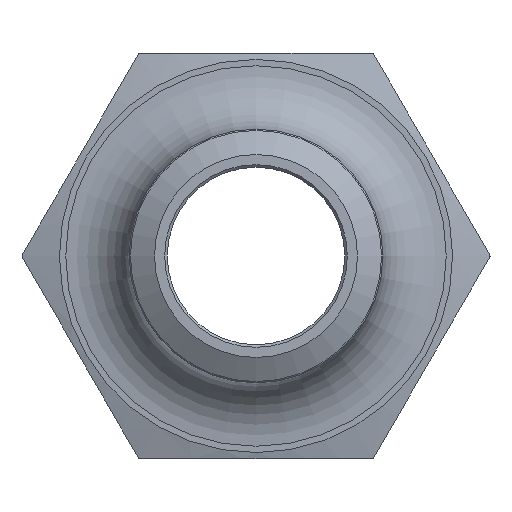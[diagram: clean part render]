
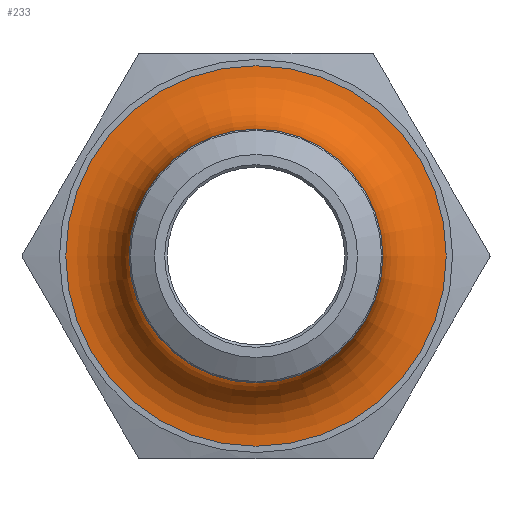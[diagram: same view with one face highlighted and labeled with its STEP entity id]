
A CAD part, left-side view. The second image highlights one B-rep face of the part: STEP entity #233.
In plain terms, the highlighted toroidal (fillet/blend) face has major radius 15 mm and minor radius 5 mm.
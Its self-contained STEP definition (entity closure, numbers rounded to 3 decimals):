
#101=TOROIDAL_SURFACE('',#664,15.,5.);
#155=FACE_BOUND('',#316,.T.);
#156=FACE_BOUND('',#317,.T.);
#186=CIRCLE('',#661,10.);
#187=CIRCLE('',#663,15.);
#233=ADVANCED_FACE('',(#155,#156),#101,.F.);
#316=EDGE_LOOP('',(#462));
#317=EDGE_LOOP('',(#463));
#462=ORIENTED_EDGE('',*,*,#579,.F.);
#463=ORIENTED_EDGE('',*,*,#578,.T.);
#517=VERTEX_POINT('',#1145);
#518=VERTEX_POINT('',#1148);
#578=EDGE_CURVE('',#517,#517,#186,.T.);
#579=EDGE_CURVE('',#518,#518,#187,.T.);
#661=AXIS2_PLACEMENT_3D('',#1144,#794,#795);
#663=AXIS2_PLACEMENT_3D('',#1147,#798,#799);
#664=AXIS2_PLACEMENT_3D('',#1149,#800,#801);
#794=DIRECTION('',(1.,0.,0.));
#795=DIRECTION('',(0.,0.,1.));
#798=DIRECTION('',(1.,0.,0.));
#799=DIRECTION('',(0.,0.,1.));
#800=DIRECTION('',(-1.,0.,0.));
#801=DIRECTION('',(0.,0.,1.));
#1144=CARTESIAN_POINT('',(11.,0.,0.));
#1145=CARTESIAN_POINT('',(11.,0.,10.));
#1147=CARTESIAN_POINT('',(16.,0.,0.));
#1148=CARTESIAN_POINT('',(16.,0.,15.));
#1149=CARTESIAN_POINT('',(11.,0.,0.));
